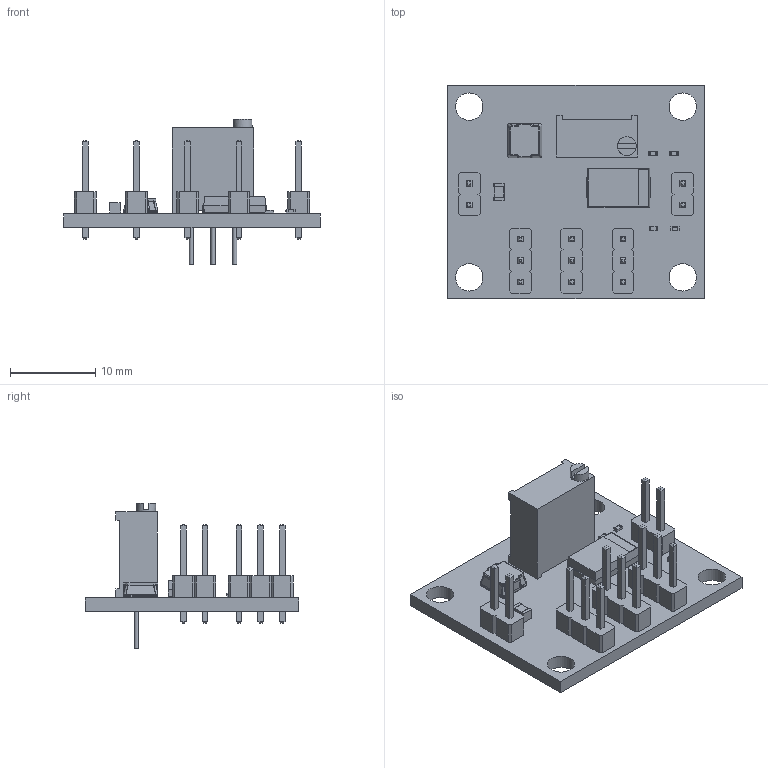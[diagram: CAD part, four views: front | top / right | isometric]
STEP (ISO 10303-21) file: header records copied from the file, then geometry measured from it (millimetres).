
FILE_DESCRIPTION(('KiCad electronic assembly'),'2;1');
FILE_NAME('max8815_01.step','2022-06-26T19:05:09',('An Author'),( 'A Company'),'Open CASCADE STEP processor 6.9', 'KiCad to STEP converter','Unknown');
FILE_SCHEMA(('AUTOMOTIVE_DESIGN { 1 0 10303 214 1 1 1 1 }'));
Length unit declared in the file: millimetre
Products named in the file (18): Open CASCADE STEP translator 6.9 1; L_Bourns-SRN4018; COMPOUND; R_0402_1005Metric; SOLID; PinHeader_1x03_P2.54mm_Vertical; PinHeader_1x02_P2.54mm_Vertical; C_0402_1005Metric; CP_EIA-7343-20_Kemet-V; C_0805_2012Metric; Potentiometer_Bourns_3296W_Vertical
Assembly tree (22 placements, depth 3):
  Open CASCADE STEP translator 6.9 1
    L_Bourns-SRN4018
      COMPOUND
    R_0402_1005Metric  x3
      SOLID
    PinHeader_1x03_P2.54mm_Vertical  x3
      SOLID
    PinHeader_1x02_P2.54mm_Vertical  x2
      SOLID
    C_0402_1005Metric
      SOLID
    CP_EIA-7343-20_Kemet-V
      SOLID
    C_0805_2012Metric
      SOLID
    Potentiometer_Bourns_3296W_Vertical
      SOLID
    COMPOUND
Bounding box: 30 x 25 x 17.07 mm (x, y, z)
Volume: 1898.6 mm3; surface area: 3048.9 mm2
Topology: 18 solids, 18 shells, 700 faces, 1688 edges, 1056 vertices
Faces by surface type: plane 518, cylinder 122, bspline 40, torus 16, sphere 4
Full cylindrical faces by diameter (mm): 0.51 x3, 0.8 x3, 1 x13, 2.19 x1, 3.2 x4
Entity records: 32380 total; most frequent: CARTESIAN_POINT 7495, DIRECTION 4047, LINE 2650, VECTOR 2650, ORIENTED_EDGE 2132, PCURVE 2132, DEFINITIONAL_REPRESENTATION 2132, EDGE_CURVE 1066
